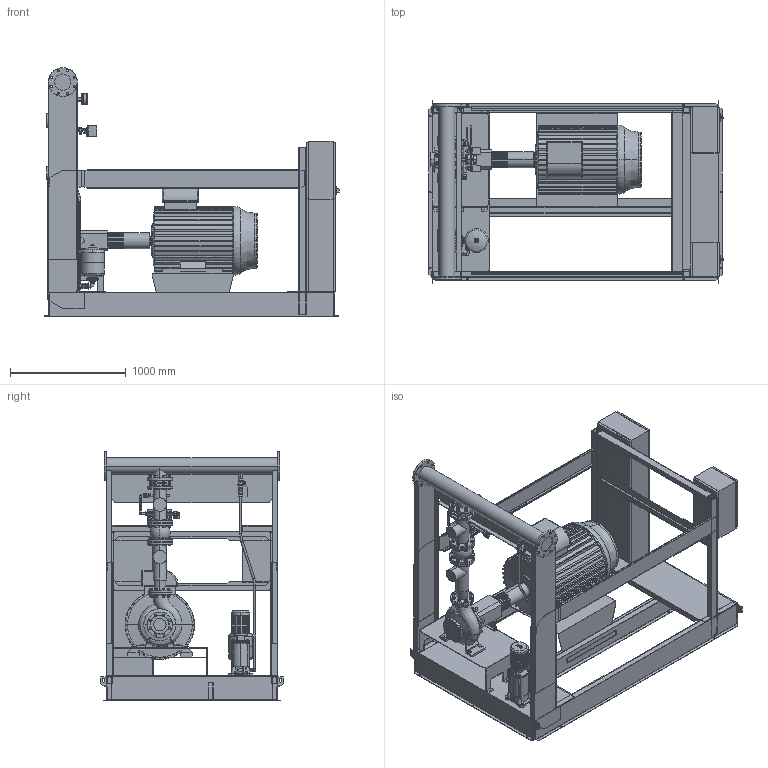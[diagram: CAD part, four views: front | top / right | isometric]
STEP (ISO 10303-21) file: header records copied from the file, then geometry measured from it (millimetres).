
FILE_DESCRIPTION((''),'2;1');
FILE_NAME('3d_Sifire-EN-80_250-243-75_1.1EJ-4183762.stp','2015-05-25T14:59:44',(''),(''),'Mechanical Desktop 2009','Mechanical Desktop 2009',', , ');
FILE_SCHEMA(('CONFIG_CONTROL_DESIGN'));
Length unit declared in the file: millimetre
Products named in the file (1): Product
Bounding box: 2544.5 x 1582 x 2152 mm (x, y, z)
Volume: 546271914.1 mm3; surface area: 34986847.9 mm2
Topology: 185 solids, 185 shells, 4351 faces, 10545 edges, 6656 vertices
Faces by surface type: plane 1606, bspline 1245, cylinder 904, cone 464, torus 102, sphere 30
Full cylindrical faces by diameter (mm): 277 x1
Entity records: 139677 total; most frequent: CARTESIAN_POINT 43656, ORIENTED_EDGE 21038, DIRECTION 18377, EDGE_CURVE 10519, VERTEX_POINT 6655, AXIS2_PLACEMENT_3D 6446, VECTOR 5485, LINE 5485
